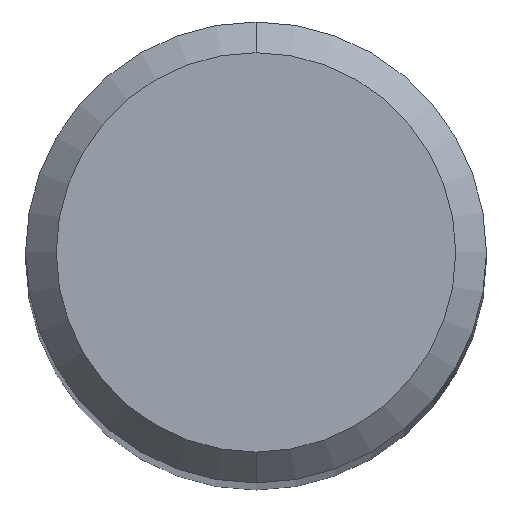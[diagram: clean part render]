
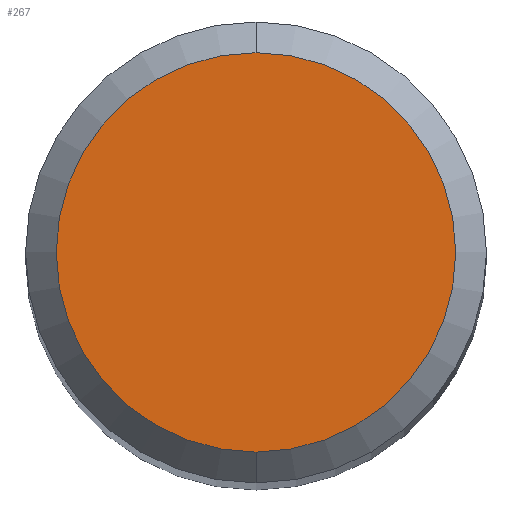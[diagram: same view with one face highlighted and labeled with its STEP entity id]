
A CAD part, top view. The second image highlights one B-rep face of the part: STEP entity #267.
In plain terms, the highlighted planar face has unit normal (0, 0, 1).
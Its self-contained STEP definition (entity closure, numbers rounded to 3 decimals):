
#221=VERTEX_POINT('',#533);
#251=VERTEX_POINT('',#568);
#261=EDGE_CURVE('',#221,#251,#578,.T.);
#267=ADVANCED_FACE('',(#584),#585,.T.);
#355=EDGE_CURVE('',#251,#221,#683,.T.);
#533=CARTESIAN_POINT('',(0.,-2.6,0.0));
#568=CARTESIAN_POINT('',(0.0,2.6,0.0));
#578=CIRCLE('',#1008,2.6);
#584=FACE_OUTER_BOUND('',#1017,.T.);
#585=PLANE('',#1018);
#683=CIRCLE('',#1197,2.6);
#1008=AXIS2_PLACEMENT_3D('',#1555,#1556,#1557);
#1017=EDGE_LOOP('',(#1563,#1564));
#1018=AXIS2_PLACEMENT_3D('',#1565,#1566,#1567);
#1197=AXIS2_PLACEMENT_3D('',#1680,#1681,#1682);
#1555=CARTESIAN_POINT('',(0.0,0.0,0.0));
#1556=DIRECTION('',(0.0,0.0,-1.0));
#1557=DIRECTION('',(0.0,1.0,0.0));
#1563=ORIENTED_EDGE('',*,*,#355,.F.);
#1564=ORIENTED_EDGE('',*,*,#261,.F.);
#1565=CARTESIAN_POINT('',(0.0,1.3,0.0));
#1566=DIRECTION('',(-0.0,0.0,1.0));
#1567=DIRECTION('',(0.0,-1.0,0.0));
#1680=CARTESIAN_POINT('',(0.0,0.0,0.0));
#1681=DIRECTION('',(0.0,0.0,-1.0));
#1682=DIRECTION('',(0.0,1.0,0.0));
